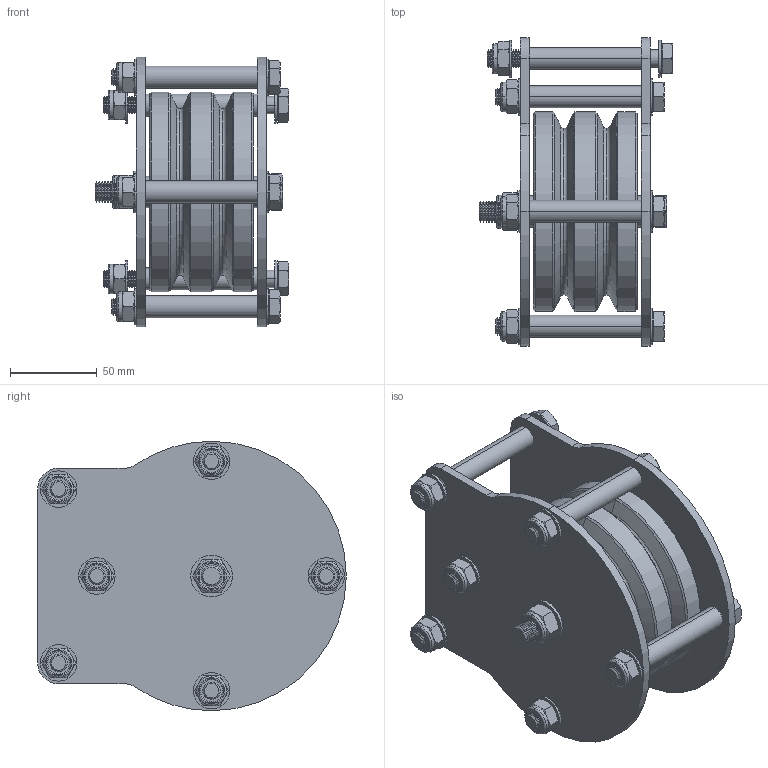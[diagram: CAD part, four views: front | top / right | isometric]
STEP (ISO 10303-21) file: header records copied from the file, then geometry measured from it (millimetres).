
FILE_DESCRIPTION (( 'STEP AP203' ), '1' );
FILE_NAME ('T42902.STEP', '2018-07-26T09:58:30', ( '' ), ( '' ), 'SwSTEP 2.0', 'SolidWorks 2016', '' );
FILE_SCHEMA (( 'CONFIG_CONTROL_DESIGN' ));
Length unit declared in the file: millimetre
Products named in the file (19): PULLEY_LABEL; SW3dPS-nyloc nut, st stl a2 iso_M12 NYLOC; Hex Bolt_ISO 4016 - M10 x 90 x 26-WS; S2610-4; B Washer_Bright washer BS 4320 - M10 (Form B); S2610-5; SW3dPS-nyloc nut, st stl a2 iso_M10 NYLOC; B Washer_Bright washer BS 4320 - M12 (Form B); S2610-1; T42902; TH802; Hex Bolt_ISO 4016 - M10 x 100 x 26-WS; TH770; S1930; Hex Bolt_ISO 4016 - M12 x 100 x 30-WS; S2610-2; TH766; S2610-3; S2610
Assembly tree (55 placements, depth 3):
  T42902
    TH770
    S2610  x2
      S2610-1
      S2610-2
      S2610-3
      S2610-4
      S2610-5
    S1930  x2
    TH766  x2
    TH802  x6
    PULLEY_LABEL
    B Washer_Bright washer BS 4320 - M10 (Form B)  x12
    SW3dPS-nyloc nut, st stl a2 iso_M10 NYLOC  x6
    Hex Bolt_ISO 4016 - M10 x 100 x 26-WS  x2
    Hex Bolt_ISO 4016 - M10 x 90 x 26-WS  x4
    B Washer_Bright washer BS 4320 - M12 (Form B)  x2
    SW3dPS-nyloc nut, st stl a2 iso_M12 NYLOC
    Hex Bolt_ISO 4016 - M12 x 100 x 30-WS
Bounding box: 111.5 x 177.5 x 155 mm (x, y, z)
Volume: 876919.4 mm3; surface area: 247905.8 mm2
Topology: 66 solids, 66 shells, 2786 faces, 7110 edges, 4554 vertices
Faces by surface type: plane 1169, cone 680, cylinder 534, bspline 287, torus 80, sphere 36
Entity records: 72937 total; most frequent: CARTESIAN_POINT 24897, ORIENTED_EDGE 9792, DIRECTION 8496, EDGE_CURVE 4896, LINE 3274, VECTOR 3274, VERTEX_POINT 3180, AXIS2_PLACEMENT_3D 2611
